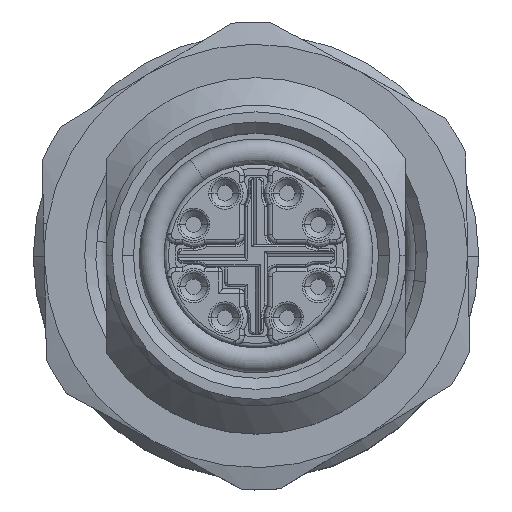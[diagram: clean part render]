
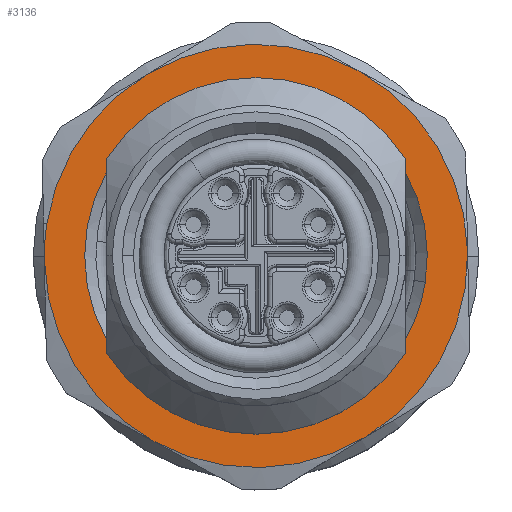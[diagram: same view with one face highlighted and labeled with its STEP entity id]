
A CAD part, top view. The second image highlights one B-rep face of the part: STEP entity #3136.
In plain terms, the highlighted planar face has unit normal (0, 0, 1).
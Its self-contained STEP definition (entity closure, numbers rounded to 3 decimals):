
#36 = CIRCLE ( 'NONE', #28373, 9.5 ) ;
#437 = ORIENTED_EDGE ( 'NONE', *, *, #12800, .F. ) ;
#898 = DIRECTION ( 'NONE',  ( 0., 0., 1. ) ) ;
#1527 = ORIENTED_EDGE ( 'NONE', *, *, #11595, .T. ) ;
#1663 = DIRECTION ( 'NONE',  ( 0., 0., 1. ) ) ;
#1755 = ORIENTED_EDGE ( 'NONE', *, *, #20795, .T. ) ;
#2060 = CARTESIAN_POINT ( 'NONE',  ( -9.388, 1.455, -8.408 ) ) ;
#2169 = DIRECTION ( 'NONE',  ( 0., -1., 0. ) ) ;
#2289 = EDGE_CURVE ( 'NONE', #12781, #13238, #12824, .T. ) ;
#2643 = VERTEX_POINT ( 'NONE', #11890 ) ;
#3072 = VERTEX_POINT ( 'NONE', #17218 ) ;
#3112 = ORIENTED_EDGE ( 'NONE', *, *, #27897, .T. ) ;
#3136 = ADVANCED_FACE ( 'NONE', ( #7212, #27181 ), #12368, .T. ) ;
#3193 = VERTEX_POINT ( 'NONE', #25178 ) ;
#3344 = VERTEX_POINT ( 'NONE', #13479 ) ;
#3385 = ORIENTED_EDGE ( 'NONE', *, *, #31945, .T. ) ;
#3724 = AXIS2_PLACEMENT_3D ( 'NONE', #14102, #31577, #16643 ) ;
#4497 = DIRECTION ( 'NONE',  ( 0., 1., 0. ) ) ;
#4570 = CARTESIAN_POINT ( 'NONE',  ( 6.7, -4.371, -8.408 ) ) ;
#4935 = AXIS2_PLACEMENT_3D ( 'NONE', #15947, #898, #18453 ) ;
#5080 = LINE ( 'NONE', #13436, #30933 ) ;
#5195 = DIRECTION ( 'NONE',  ( 0.988, -0.153, 0. ) ) ;
#5433 = CARTESIAN_POINT ( 'NONE',  ( 0., 0., -8.408 ) ) ;
#5447 = DIRECTION ( 'NONE',  ( 0., 0., 1. ) ) ;
#5583 = DIRECTION ( 'NONE',  ( 0., 0., 1. ) ) ;
#6048 = DIRECTION ( 'NONE',  ( 0., 0., -1. ) ) ;
#6199 = EDGE_LOOP ( 'NONE', ( #437, #31967, #16561, #1527, #23384, #11663, #9943, #17779, #3385 ) ) ;
#7010 = CIRCLE ( 'NONE', #10940, 8. ) ;
#7212 = FACE_OUTER_BOUND ( 'NONE', #21227, .T. ) ;
#7841 = ORIENTED_EDGE ( 'NONE', *, *, #28986, .T. ) ;
#7858 = CARTESIAN_POINT ( 'NONE',  ( -6.7, 4.371, -8.408 ) ) ;
#7951 = DIRECTION ( 'NONE',  ( 0.988, -0.153, 0. ) ) ;
#8008 = CARTESIAN_POINT ( 'NONE',  ( -4.578, -8.324, -8.408 ) ) ;
#8188 = AXIS2_PLACEMENT_3D ( 'NONE', #24958, #9944, #27469 ) ;
#8862 = CIRCLE ( 'NONE', #3724, 7.688 ) ;
#9100 = EDGE_CURVE ( 'NONE', #21123, #3072, #36, .T. ) ;
#9261 = DIRECTION ( 'NONE',  ( 0., 0., 1. ) ) ;
#9267 = CIRCLE ( 'NONE', #17507, 9.5 ) ;
#9606 = CARTESIAN_POINT ( 'NONE',  ( -6.7, 4.371, -8.408 ) ) ;
#9654 = VECTOR ( 'NONE', #4497, 1000. ) ;
#9779 = AXIS2_PLACEMENT_3D ( 'NONE', #26885, #11877, #29379 ) ;
#9943 = ORIENTED_EDGE ( 'NONE', *, *, #17389, .T. ) ;
#9944 = DIRECTION ( 'NONE',  ( 0., 0., 1. ) ) ;
#10075 = DIRECTION ( 'NONE',  ( 0., 0., 1. ) ) ;
#10121 = CIRCLE ( 'NONE', #19235, 9.5 ) ;
#10355 = CIRCLE ( 'NONE', #4935, 9.5 ) ;
#10622 = CIRCLE ( 'NONE', #31917, 7.688 ) ;
#10940 = AXIS2_PLACEMENT_3D ( 'NONE', #29800, #14848, #32322 ) ;
#11310 = DIRECTION ( 'NONE',  ( 0., 0., -1. ) ) ;
#11592 = EDGE_CURVE ( 'NONE', #3072, #25337, #10355, .T. ) ;
#11595 = EDGE_CURVE ( 'NONE', #12945, #3344, #26442, .T. ) ;
#11663 = ORIENTED_EDGE ( 'NONE', *, *, #23827, .T. ) ;
#11703 = CIRCLE ( 'NONE', #9779, 9.5 ) ;
#11877 = DIRECTION ( 'NONE',  ( 0., 0., 1. ) ) ;
#11890 = CARTESIAN_POINT ( 'NONE',  ( 6.7, 3.77, -8.408 ) ) ;
#12117 = CARTESIAN_POINT ( 'NONE',  ( 4.578, 8.324, -8.408 ) ) ;
#12368 = PLANE ( 'NONE',  #8188 ) ;
#12781 = VERTEX_POINT ( 'NONE', #4570 ) ;
#12800 = EDGE_CURVE ( 'NONE', #14476, #29056, #29767, .T. ) ;
#12824 = LINE ( 'NONE', #13092, #9654 ) ;
#12945 = VERTEX_POINT ( 'NONE', #7858 ) ;
#13043 = CARTESIAN_POINT ( 'NONE',  ( -6.7, -3.77, -8.408 ) ) ;
#13065 = VERTEX_POINT ( 'NONE', #31035 ) ;
#13092 = CARTESIAN_POINT ( 'NONE',  ( 6.7, 4.371, -8.408 ) ) ;
#13238 = VERTEX_POINT ( 'NONE', #31792 ) ;
#13436 = CARTESIAN_POINT ( 'NONE',  ( 6.7, 4.371, -8.408 ) ) ;
#13479 = CARTESIAN_POINT ( 'NONE',  ( 6.7, 4.371, -8.408 ) ) ;
#13645 = EDGE_CURVE ( 'NONE', #3193, #32099, #19876, .T. ) ;
#13894 = CARTESIAN_POINT ( 'NONE',  ( 7.597, -1.177, -8.408 ) ) ;
#13994 = CARTESIAN_POINT ( 'NONE',  ( -6.7, 4.371, -8.408 ) ) ;
#14102 = CARTESIAN_POINT ( 'NONE',  ( 0., 0., -8.408 ) ) ;
#14476 = VERTEX_POINT ( 'NONE', #13043 ) ;
#14848 = DIRECTION ( 'NONE',  ( 0., 0., -1. ) ) ;
#15143 = ORIENTED_EDGE ( 'NONE', *, *, #11592, .T. ) ;
#15228 = VERTEX_POINT ( 'NONE', #16841 ) ;
#15947 = CARTESIAN_POINT ( 'NONE',  ( 0., 0., -8.408 ) ) ;
#16263 = ORIENTED_EDGE ( 'NONE', *, *, #18108, .T. ) ;
#16299 = EDGE_CURVE ( 'NONE', #2643, #3344, #5080, .T. ) ;
#16561 = ORIENTED_EDGE ( 'NONE', *, *, #25695, .F. ) ;
#16590 = ORIENTED_EDGE ( 'NONE', *, *, #9100, .T. ) ;
#16643 = DIRECTION ( 'NONE',  ( 0.988, -0.153, 0. ) ) ;
#16709 = CARTESIAN_POINT ( 'NONE',  ( 0., 0., -8.408 ) ) ;
#16727 = AXIS2_PLACEMENT_3D ( 'NONE', #21064, #6048, #23555 ) ;
#16841 = CARTESIAN_POINT ( 'NONE',  ( 9.498, 0.198, -8.408 ) ) ;
#17218 = CARTESIAN_POINT ( 'NONE',  ( -4.92, 8.127, -8.408 ) ) ;
#17389 = EDGE_CURVE ( 'NONE', #19222, #13238, #8862, .T. ) ;
#17507 = AXIS2_PLACEMENT_3D ( 'NONE', #30751, #9261, #5195 ) ;
#17779 = ORIENTED_EDGE ( 'NONE', *, *, #2289, .F. ) ;
#18108 = EDGE_CURVE ( 'NONE', #25260, #15228, #26453, .T. ) ;
#18453 = DIRECTION ( 'NONE',  ( 0.988, -0.153, 0. ) ) ;
#19220 = DIRECTION ( 'NONE',  ( 0.988, -0.153, 0. ) ) ;
#19222 = VERTEX_POINT ( 'NONE', #13894 ) ;
#19235 = AXIS2_PLACEMENT_3D ( 'NONE', #20471, #5447, #22987 ) ;
#19876 = CIRCLE ( 'NONE', #31876, 9.5 ) ;
#20471 = CARTESIAN_POINT ( 'NONE',  ( 0., 0., -8.408 ) ) ;
#20608 = CARTESIAN_POINT ( 'NONE',  ( 0., 0., -8.408 ) ) ;
#20795 = EDGE_CURVE ( 'NONE', #25337, #3193, #11703, .T. ) ;
#21064 = CARTESIAN_POINT ( 'NONE',  ( 0., 0., -8.408 ) ) ;
#21123 = VERTEX_POINT ( 'NONE', #12117 ) ;
#21227 = EDGE_LOOP ( 'NONE', ( #15143, #1755, #22229, #3112, #16263, #7841, #16590 ) ) ;
#22229 = ORIENTED_EDGE ( 'NONE', *, *, #13645, .T. ) ;
#22971 = DIRECTION ( 'NONE',  ( 0., 0., -1. ) ) ;
#22987 = DIRECTION ( 'NONE',  ( 0.988, -0.153, 0. ) ) ;
#23116 = DIRECTION ( 'NONE',  ( 0.988, -0.153, 0. ) ) ;
#23143 = VECTOR ( 'NONE', #2169, 1000. ) ;
#23384 = ORIENTED_EDGE ( 'NONE', *, *, #16299, .F. ) ;
#23555 = DIRECTION ( 'NONE',  ( 1., 0., 0. ) ) ;
#23827 = EDGE_CURVE ( 'NONE', #2643, #19222, #10622, .T. ) ;
#24958 = CARTESIAN_POINT ( 'NONE',  ( 0., 0., -8.408 ) ) ;
#25096 = CARTESIAN_POINT ( 'NONE',  ( 0., 0., -8.408 ) ) ;
#25178 = CARTESIAN_POINT ( 'NONE',  ( -9.498, -0.198, -8.408 ) ) ;
#25237 = LINE ( 'NONE', #13994, #31875 ) ;
#25260 = VERTEX_POINT ( 'NONE', #32042 ) ;
#25337 = VERTEX_POINT ( 'NONE', #2060 ) ;
#25695 = EDGE_CURVE ( 'NONE', #12945, #13065, #25237, .T. ) ;
#26349 = CARTESIAN_POINT ( 'NONE',  ( 0., 0., -8.408 ) ) ;
#26442 = CIRCLE ( 'NONE', #16727, 8. ) ;
#26453 = CIRCLE ( 'NONE', #30823, 9.5 ) ;
#26885 = CARTESIAN_POINT ( 'NONE',  ( 0., 0., -8.408 ) ) ;
#27181 = FACE_BOUND ( 'NONE', #6199, .T. ) ;
#27469 = DIRECTION ( 'NONE',  ( 0.988, -0.153, 0. ) ) ;
#27598 = DIRECTION ( 'NONE',  ( 0.988, -0.153, 0. ) ) ;
#27897 = EDGE_CURVE ( 'NONE', #32099, #25260, #9267, .T. ) ;
#28121 = CARTESIAN_POINT ( 'NONE',  ( -6.7, -4.371, -8.408 ) ) ;
#28373 = AXIS2_PLACEMENT_3D ( 'NONE', #20608, #5583, #23116 ) ;
#28514 = DIRECTION ( 'NONE',  ( 0., 1., 0. ) ) ;
#28827 = DIRECTION ( 'NONE',  ( 0.988, -0.153, 0. ) ) ;
#28955 = DIRECTION ( 'NONE',  ( 0., -1., 0. ) ) ;
#28986 = EDGE_CURVE ( 'NONE', #15228, #21123, #10121, .T. ) ;
#29056 = VERTEX_POINT ( 'NONE', #28121 ) ;
#29379 = DIRECTION ( 'NONE',  ( 0.988, -0.153, 0. ) ) ;
#29767 = LINE ( 'NONE', #9606, #23143 ) ;
#29800 = CARTESIAN_POINT ( 'NONE',  ( 0., 0., -8.408 ) ) ;
#30751 = CARTESIAN_POINT ( 'NONE',  ( 0., 0., -8.408 ) ) ;
#30823 = AXIS2_PLACEMENT_3D ( 'NONE', #25096, #10075, #27598 ) ;
#30933 = VECTOR ( 'NONE', #28514, 1000. ) ;
#31035 = CARTESIAN_POINT ( 'NONE',  ( -6.7, 3.77, -8.408 ) ) ;
#31577 = DIRECTION ( 'NONE',  ( 0., 0., -1. ) ) ;
#31758 = EDGE_CURVE ( 'NONE', #14476, #13065, #32082, .T. ) ;
#31792 = CARTESIAN_POINT ( 'NONE',  ( 6.7, -3.77, -8.408 ) ) ;
#31875 = VECTOR ( 'NONE', #28955, 1000. ) ;
#31876 = AXIS2_PLACEMENT_3D ( 'NONE', #16709, #1663, #19220 ) ;
#31917 = AXIS2_PLACEMENT_3D ( 'NONE', #5433, #22971, #7951 ) ;
#31945 = EDGE_CURVE ( 'NONE', #12781, #29056, #7010, .T. ) ;
#31967 = ORIENTED_EDGE ( 'NONE', *, *, #31758, .T. ) ;
#32042 = CARTESIAN_POINT ( 'NONE',  ( 4.92, -8.127, -8.408 ) ) ;
#32082 = CIRCLE ( 'NONE', #32344, 7.688 ) ;
#32099 = VERTEX_POINT ( 'NONE', #8008 ) ;
#32322 = DIRECTION ( 'NONE',  ( 1., 0., 0. ) ) ;
#32344 = AXIS2_PLACEMENT_3D ( 'NONE', #26349, #11310, #28827 ) ;
